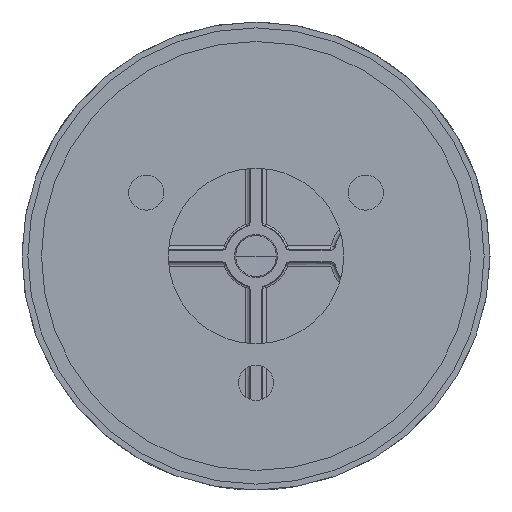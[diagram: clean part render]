
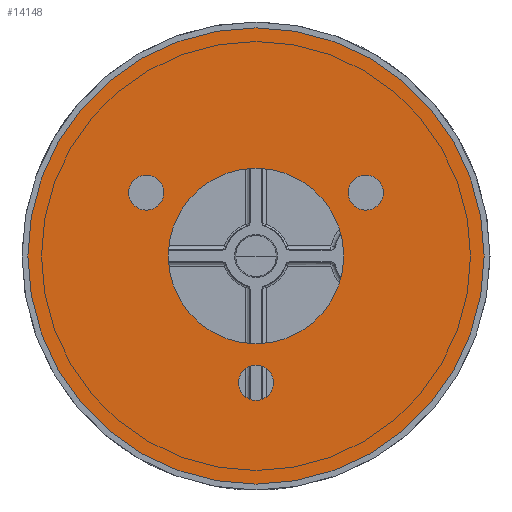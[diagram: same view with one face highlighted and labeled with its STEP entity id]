
A CAD part, front view. The second image highlights one B-rep face of the part: STEP entity #14148.
In plain terms, the highlighted planar face has unit normal (0, -1, 0).
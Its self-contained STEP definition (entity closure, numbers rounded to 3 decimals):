
#107 = CARTESIAN_POINT ( 'NONE',  ( 16.25, 0., 28.146 ) ) ;
#490 = CIRCLE ( 'NONE', #13174, 4.5 ) ;
#510 = DIRECTION ( 'NONE',  ( 0., 0., 1. ) ) ;
#534 = DIRECTION ( 'NONE',  ( 0., 1., 0. ) ) ;
#733 = PLANE ( 'NONE',  #1760 ) ;
#791 = CARTESIAN_POINT ( 'NONE',  ( -32.5, 0., 0. ) ) ;
#1084 = ORIENTED_EDGE ( 'NONE', *, *, #8961, .T. ) ;
#1147 = DIRECTION ( 'NONE',  ( 0., 0., 1. ) ) ;
#1284 = EDGE_LOOP ( 'NONE', ( #2740, #1084 ) ) ;
#1360 = EDGE_LOOP ( 'NONE', ( #5265, #10982 ) ) ;
#1760 = AXIS2_PLACEMENT_3D ( 'NONE', #2141, #5684, #13668 ) ;
#1951 = DIRECTION ( 'NONE',  ( 0., 0., 1. ) ) ;
#2029 = ORIENTED_EDGE ( 'NONE', *, *, #7059, .F. ) ;
#2118 = CIRCLE ( 'NONE', #5058, 58.5 ) ;
#2141 = CARTESIAN_POINT ( 'NONE',  ( 0., 0., 0. ) ) ;
#2282 = VERTEX_POINT ( 'NONE', #16172 ) ;
#2328 = FACE_OUTER_BOUND ( 'NONE', #11472, .T. ) ;
#2347 = VERTEX_POINT ( 'NONE', #5898 ) ;
#2446 = EDGE_CURVE ( 'NONE', #14368, #7492, #12769, .T. ) ;
#2615 = EDGE_CURVE ( 'NONE', #11355, #15483, #13038, .T. ) ;
#2622 = AXIS2_PLACEMENT_3D ( 'NONE', #7844, #5270, #3584 ) ;
#2729 = DIRECTION ( 'NONE',  ( 0., 0., 1. ) ) ;
#2740 = ORIENTED_EDGE ( 'NONE', *, *, #16294, .T. ) ;
#3539 = DIRECTION ( 'NONE',  ( 0., 0., 1. ) ) ;
#3584 = DIRECTION ( 'NONE',  ( 0., 0., 1. ) ) ;
#3698 = CARTESIAN_POINT ( 'NONE',  ( 0., 0., 22.5 ) ) ;
#3867 = DIRECTION ( 'NONE',  ( 0., 0., 1. ) ) ;
#3883 = DIRECTION ( 'NONE',  ( 0., 1., 0. ) ) ;
#4038 = AXIS2_PLACEMENT_3D ( 'NONE', #13227, #3883, #14245 ) ;
#4264 = DIRECTION ( 'NONE',  ( 0., 1., 0. ) ) ;
#4378 = DIRECTION ( 'NONE',  ( 0., 1., 0. ) ) ;
#4381 = DIRECTION ( 'NONE',  ( 0., 0., 1. ) ) ;
#4563 = VERTEX_POINT ( 'NONE', #9069 ) ;
#4771 = CARTESIAN_POINT ( 'NONE',  ( -32.5, 0., 4.5 ) ) ;
#4819 = DIRECTION ( 'NONE',  ( 0., 1., 0. ) ) ;
#4897 = AXIS2_PLACEMENT_3D ( 'NONE', #11328, #4819, #12417 ) ;
#4988 = CARTESIAN_POINT ( 'NONE',  ( 0., 0., 0. ) ) ;
#5058 = AXIS2_PLACEMENT_3D ( 'NONE', #14802, #4264, #510 ) ;
#5265 = ORIENTED_EDGE ( 'NONE', *, *, #9293, .T. ) ;
#5270 = DIRECTION ( 'NONE',  ( 0., 1., 0. ) ) ;
#5422 = AXIS2_PLACEMENT_3D ( 'NONE', #13076, #9121, #2729 ) ;
#5684 = DIRECTION ( 'NONE',  ( 0., 1., 0. ) ) ;
#5688 = CIRCLE ( 'NONE', #4038, 4.5 ) ;
#5698 = VERTEX_POINT ( 'NONE', #3698 ) ;
#5898 = CARTESIAN_POINT ( 'NONE',  ( 0., 0., 58.5 ) ) ;
#6165 = ORIENTED_EDGE ( 'NONE', *, *, #7830, .T. ) ;
#6415 = CIRCLE ( 'NONE', #2622, 22.5 ) ;
#6435 = DIRECTION ( 'NONE',  ( 0., 1., 0. ) ) ;
#6655 = EDGE_CURVE ( 'NONE', #15483, #11355, #490, .T. ) ;
#7059 = EDGE_CURVE ( 'NONE', #4563, #2347, #2118, .T. ) ;
#7293 = CARTESIAN_POINT ( 'NONE',  ( 16.25, 0., 28.146 ) ) ;
#7319 = CIRCLE ( 'NONE', #8407, 22.5 ) ;
#7426 = EDGE_LOOP ( 'NONE', ( #12757, #13752 ) ) ;
#7492 = VERTEX_POINT ( 'NONE', #9734 ) ;
#7717 = DIRECTION ( 'NONE',  ( 0., 1., 0. ) ) ;
#7830 = EDGE_CURVE ( 'NONE', #10861, #15395, #15347, .T. ) ;
#7844 = CARTESIAN_POINT ( 'NONE',  ( 0., 0., 0. ) ) ;
#8050 = CARTESIAN_POINT ( 'NONE',  ( 16.25, 0., 23.646 ) ) ;
#8207 = AXIS2_PLACEMENT_3D ( 'NONE', #107, #7717, #3867 ) ;
#8407 = AXIS2_PLACEMENT_3D ( 'NONE', #10061, #12733, #1147 ) ;
#8961 = EDGE_CURVE ( 'NONE', #5698, #2282, #7319, .T. ) ;
#9069 = CARTESIAN_POINT ( 'NONE',  ( 0., 0., -58.5 ) ) ;
#9121 = DIRECTION ( 'NONE',  ( 0., 1., 0. ) ) ;
#9180 = EDGE_LOOP ( 'NONE', ( #14418, #6165 ) ) ;
#9293 = EDGE_CURVE ( 'NONE', #7492, #14368, #5688, .T. ) ;
#9734 = CARTESIAN_POINT ( 'NONE',  ( 16.25, 0., -32.646 ) ) ;
#10061 = CARTESIAN_POINT ( 'NONE',  ( 0., 0., 0. ) ) ;
#10178 = CIRCLE ( 'NONE', #10981, 58.5 ) ;
#10371 = CARTESIAN_POINT ( 'NONE',  ( 16.25, 0., -23.646 ) ) ;
#10589 = EDGE_CURVE ( 'NONE', #15395, #10861, #13896, .T. ) ;
#10861 = VERTEX_POINT ( 'NONE', #16474 ) ;
#10981 = AXIS2_PLACEMENT_3D ( 'NONE', #4988, #6435, #3539 ) ;
#10982 = ORIENTED_EDGE ( 'NONE', *, *, #2446, .T. ) ;
#11328 = CARTESIAN_POINT ( 'NONE',  ( -32.5, 0., 0. ) ) ;
#11355 = VERTEX_POINT ( 'NONE', #11906 ) ;
#11472 = EDGE_LOOP ( 'NONE', ( #2029, #14121 ) ) ;
#11496 = FACE_BOUND ( 'NONE', #7426, .T. ) ;
#11906 = CARTESIAN_POINT ( 'NONE',  ( -32.5, 0., -4.5 ) ) ;
#12417 = DIRECTION ( 'NONE',  ( 0., 0., 1. ) ) ;
#12733 = DIRECTION ( 'NONE',  ( 0., 1., 0. ) ) ;
#12757 = ORIENTED_EDGE ( 'NONE', *, *, #2615, .T. ) ;
#12769 = CIRCLE ( 'NONE', #5422, 4.5 ) ;
#13038 = CIRCLE ( 'NONE', #4897, 4.5 ) ;
#13076 = CARTESIAN_POINT ( 'NONE',  ( 16.25, 0., -28.146 ) ) ;
#13174 = AXIS2_PLACEMENT_3D ( 'NONE', #791, #4378, #1951 ) ;
#13227 = CARTESIAN_POINT ( 'NONE',  ( 16.25, 0., -28.146 ) ) ;
#13569 = EDGE_CURVE ( 'NONE', #2347, #4563, #10178, .T. ) ;
#13668 = DIRECTION ( 'NONE',  ( 0., 0., 1. ) ) ;
#13752 = ORIENTED_EDGE ( 'NONE', *, *, #6655, .T. ) ;
#13896 = CIRCLE ( 'NONE', #8207, 4.5 ) ;
#13938 = FACE_BOUND ( 'NONE', #1284, .T. ) ;
#14121 = ORIENTED_EDGE ( 'NONE', *, *, #13569, .F. ) ;
#14148 = ADVANCED_FACE ( 'NONE', ( #2328, #13938, #11496, #15003, #14922 ), #733, .F. ) ;
#14245 = DIRECTION ( 'NONE',  ( 0., 0., 1. ) ) ;
#14368 = VERTEX_POINT ( 'NONE', #10371 ) ;
#14418 = ORIENTED_EDGE ( 'NONE', *, *, #10589, .T. ) ;
#14802 = CARTESIAN_POINT ( 'NONE',  ( 0., 0., 0. ) ) ;
#14922 = FACE_BOUND ( 'NONE', #9180, .T. ) ;
#15003 = FACE_BOUND ( 'NONE', #1360, .T. ) ;
#15347 = CIRCLE ( 'NONE', #16704, 4.5 ) ;
#15395 = VERTEX_POINT ( 'NONE', #8050 ) ;
#15483 = VERTEX_POINT ( 'NONE', #4771 ) ;
#16172 = CARTESIAN_POINT ( 'NONE',  ( 0., 0., -22.5 ) ) ;
#16294 = EDGE_CURVE ( 'NONE', #2282, #5698, #6415, .T. ) ;
#16474 = CARTESIAN_POINT ( 'NONE',  ( 16.25, 0., 32.646 ) ) ;
#16704 = AXIS2_PLACEMENT_3D ( 'NONE', #7293, #534, #4381 ) ;
